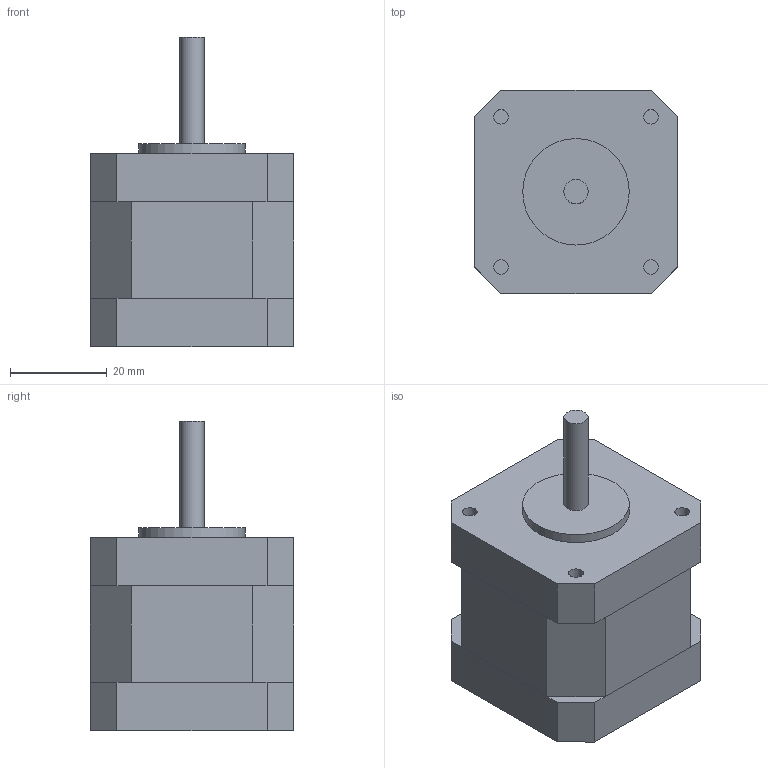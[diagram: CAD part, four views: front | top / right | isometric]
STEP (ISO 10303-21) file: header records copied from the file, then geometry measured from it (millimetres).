
FILE_DESCRIPTION(('FreeCAD Model'),'2;1');
FILE_NAME('Open CASCADE Shape Model','2025-11-28T00:40:44',('Author'),( ''),'Open CASCADE STEP processor 7.8','FreeCAD','Unknown');
FILE_SCHEMA(('AUTOMOTIVE_DESIGN { 1 0 10303 214 1 1 1 1 }'));
Length unit declared in the file: millimetre
Products named in the file (3): Nema17_Motor; Body; Body001
Assembly tree (2 placements, depth 2):
  Nema17_Motor
    Body
    Body001
Bounding box: 42 x 42 x 64 mm (x, y, z)
Volume: 67510.9 mm3; surface area: 11071.5 mm2
Topology: 2 solids, 2 shells, 47 faces, 98 edges, 60 vertices
Faces by surface type: plane 41, cylinder 6
Full cylindrical faces by diameter (mm): 3 x4, 5 x1, 22 x1
Entity records: 1283 total; most frequent: DIRECTION 210, CARTESIAN_POINT 208, ORIENTED_EDGE 196, EDGE_CURVE 98, LINE 86, VECTOR 86, AXIS2_PLACEMENT_3D 62, VERTEX_POINT 60
